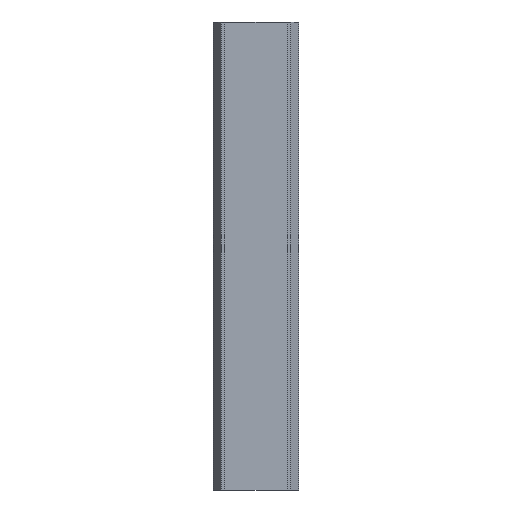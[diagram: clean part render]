
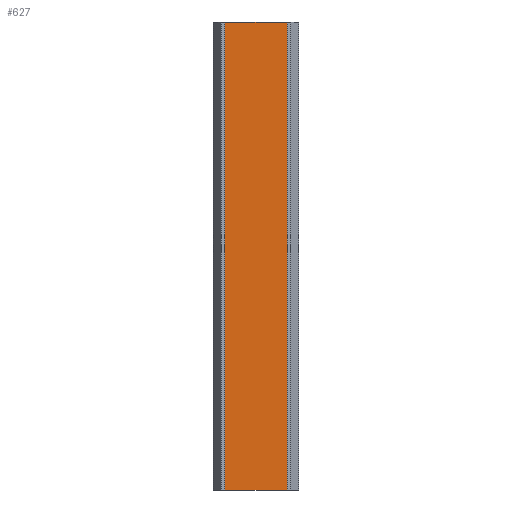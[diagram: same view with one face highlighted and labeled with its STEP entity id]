
A CAD part, front view. The second image highlights one B-rep face of the part: STEP entity #627.
In plain terms, the highlighted planar face has unit normal (0, -1, 0).
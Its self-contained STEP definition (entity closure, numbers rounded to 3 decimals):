
#5 = LINE ( 'NONE', #555, #588 ) ;
#26 = ORIENTED_EDGE ( 'NONE', *, *, #744, .F. ) ;
#28 = CARTESIAN_POINT ( 'NONE',  ( -3.35, -0.7, 25. ) ) ;
#33 = EDGE_CURVE ( 'NONE', #402, #521, #5, .T. ) ;
#37 = VECTOR ( 'NONE', #397, 1000. ) ;
#73 = CARTESIAN_POINT ( 'NONE',  ( -3.35, -0.7, 25. ) ) ;
#90 = CARTESIAN_POINT ( 'NONE',  ( -3.35, -0.7, 25. ) ) ;
#131 = EDGE_CURVE ( 'NONE', #500, #402, #631, .T. ) ;
#157 = CARTESIAN_POINT ( 'NONE',  ( 3.35, -0.7, 25. ) ) ;
#185 = CARTESIAN_POINT ( 'NONE',  ( 3.35, -0.7, -25. ) ) ;
#188 = AXIS2_PLACEMENT_3D ( 'NONE', #605, #792, #707 ) ;
#224 = EDGE_CURVE ( 'NONE', #313, #521, #483, .T. ) ;
#232 = EDGE_LOOP ( 'NONE', ( #688, #417, #26, #611 ) ) ;
#260 = PLANE ( 'NONE',  #188 ) ;
#289 = VECTOR ( 'NONE', #583, 1000. ) ;
#313 = VERTEX_POINT ( 'NONE', #157 ) ;
#370 = FACE_OUTER_BOUND ( 'NONE', #232, .T. ) ;
#377 = VECTOR ( 'NONE', #703, 1000. ) ;
#397 = DIRECTION ( 'NONE',  ( 1., 0., 0. ) ) ;
#402 = VERTEX_POINT ( 'NONE', #554 ) ;
#417 = ORIENTED_EDGE ( 'NONE', *, *, #224, .F. ) ;
#483 = LINE ( 'NONE', #647, #289 ) ;
#500 = VERTEX_POINT ( 'NONE', #73 ) ;
#520 = LINE ( 'NONE', #90, #37 ) ;
#521 = VERTEX_POINT ( 'NONE', #185 ) ;
#554 = CARTESIAN_POINT ( 'NONE',  ( -3.35, -0.7, -25. ) ) ;
#555 = CARTESIAN_POINT ( 'NONE',  ( -3.35, -0.7, -25. ) ) ;
#583 = DIRECTION ( 'NONE',  ( 0., 0., -1. ) ) ;
#588 = VECTOR ( 'NONE', #684, 1000. ) ;
#605 = CARTESIAN_POINT ( 'NONE',  ( -3.35, -0.7, 25. ) ) ;
#611 = ORIENTED_EDGE ( 'NONE', *, *, #131, .T. ) ;
#627 = ADVANCED_FACE ( 'NONE', ( #370 ), #260, .F. ) ;
#631 = LINE ( 'NONE', #28, #377 ) ;
#647 = CARTESIAN_POINT ( 'NONE',  ( 3.35, -0.7, 25. ) ) ;
#684 = DIRECTION ( 'NONE',  ( 1., 0., 0. ) ) ;
#688 = ORIENTED_EDGE ( 'NONE', *, *, #33, .T. ) ;
#703 = DIRECTION ( 'NONE',  ( 0., 0., -1. ) ) ;
#707 = DIRECTION ( 'NONE',  ( -1., 0., 0. ) ) ;
#744 = EDGE_CURVE ( 'NONE', #500, #313, #520, .T. ) ;
#792 = DIRECTION ( 'NONE',  ( 0., 1., 0. ) ) ;
